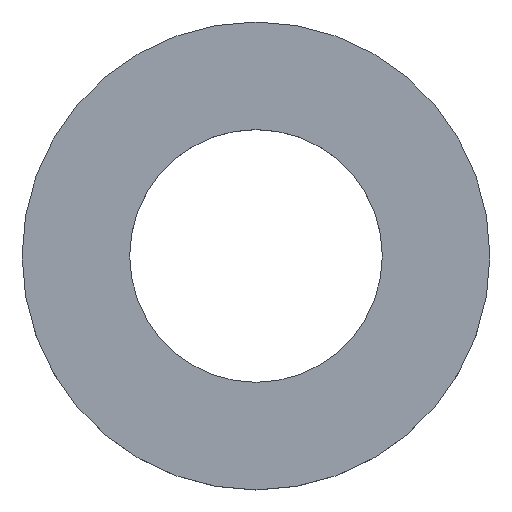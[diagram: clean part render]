
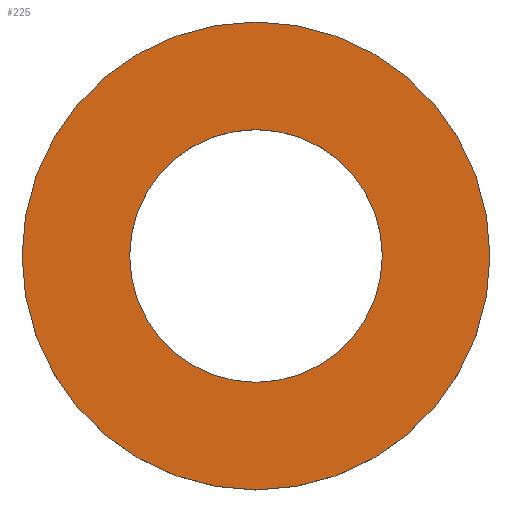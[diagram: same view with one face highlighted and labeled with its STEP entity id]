
A CAD part, top view. The second image highlights one B-rep face of the part: STEP entity #225.
In plain terms, the highlighted planar face has unit normal (0, 0, 1).
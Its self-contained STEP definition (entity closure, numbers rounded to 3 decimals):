
#4 = CARTESIAN_POINT ( 'NONE',  ( 0., 0., 0.6 ) ) ;
#19 = DIRECTION ( 'NONE',  ( 1., 0., 0. ) ) ;
#26 = VERTEX_POINT ( 'NONE', #36 ) ;
#36 = CARTESIAN_POINT ( 'NONE',  ( -2.5, 0., 0.6 ) ) ;
#40 = CARTESIAN_POINT ( 'NONE',  ( 0., 0., 0.6 ) ) ;
#41 = DIRECTION ( 'NONE',  ( 1., 0., 0. ) ) ;
#42 = AXIS2_PLACEMENT_3D ( 'NONE', #40, #123, #43 ) ;
#43 = DIRECTION ( 'NONE',  ( 1., 0., 0. ) ) ;
#44 = EDGE_CURVE ( 'NONE', #198, #26, #148, .T. ) ;
#45 = FACE_BOUND ( 'NONE', #46, .T. ) ;
#46 = EDGE_LOOP ( 'NONE', ( #181, #197 ) ) ;
#48 = CIRCLE ( 'NONE', #190, 1.35 ) ;
#57 = EDGE_CURVE ( 'NONE', #90, #176, #48, .T. ) ;
#58 = AXIS2_PLACEMENT_3D ( 'NONE', #120, #212, #61 ) ;
#61 = DIRECTION ( 'NONE',  ( 1., 0., 0. ) ) ;
#79 = CARTESIAN_POINT ( 'NONE',  ( 2.5, 0., 0.6 ) ) ;
#81 = EDGE_LOOP ( 'NONE', ( #207, #89 ) ) ;
#83 = AXIS2_PLACEMENT_3D ( 'NONE', #166, #144, #237 ) ;
#89 = ORIENTED_EDGE ( 'NONE', *, *, #44, .T. ) ;
#90 = VERTEX_POINT ( 'NONE', #104 ) ;
#101 = DIRECTION ( 'NONE',  ( 0., 0., 1. ) ) ;
#104 = CARTESIAN_POINT ( 'NONE',  ( 1.35, 0., 0.6 ) ) ;
#113 = FACE_OUTER_BOUND ( 'NONE', #81, .T. ) ;
#117 = CARTESIAN_POINT ( 'NONE',  ( -1.35, 0., 0.6 ) ) ;
#120 = CARTESIAN_POINT ( 'NONE',  ( 0., 0., 0.6 ) ) ;
#121 = PLANE ( 'NONE',  #83 ) ;
#123 = DIRECTION ( 'NONE',  ( 0., 0., 1. ) ) ;
#144 = DIRECTION ( 'NONE',  ( 0., 0., 1. ) ) ;
#145 = CIRCLE ( 'NONE', #205, 2.5 ) ;
#148 = CIRCLE ( 'NONE', #58, 2.5 ) ;
#166 = CARTESIAN_POINT ( 'NONE',  ( 0., 0., 0.6 ) ) ;
#170 = EDGE_CURVE ( 'NONE', #26, #198, #145, .T. ) ;
#176 = VERTEX_POINT ( 'NONE', #117 ) ;
#179 = DIRECTION ( 'NONE',  ( 0., 0., 1. ) ) ;
#181 = ORIENTED_EDGE ( 'NONE', *, *, #214, .F. ) ;
#190 = AXIS2_PLACEMENT_3D ( 'NONE', #4, #101, #41 ) ;
#197 = ORIENTED_EDGE ( 'NONE', *, *, #57, .F. ) ;
#198 = VERTEX_POINT ( 'NONE', #79 ) ;
#205 = AXIS2_PLACEMENT_3D ( 'NONE', #233, #179, #19 ) ;
#207 = ORIENTED_EDGE ( 'NONE', *, *, #170, .T. ) ;
#212 = DIRECTION ( 'NONE',  ( 0., 0., 1. ) ) ;
#214 = EDGE_CURVE ( 'NONE', #176, #90, #239, .T. ) ;
#225 = ADVANCED_FACE ( 'NONE', ( #113, #45 ), #121, .T. ) ;
#233 = CARTESIAN_POINT ( 'NONE',  ( 0., 0., 0.6 ) ) ;
#237 = DIRECTION ( 'NONE',  ( 1., 0., 0. ) ) ;
#239 = CIRCLE ( 'NONE', #42, 1.35 ) ;
